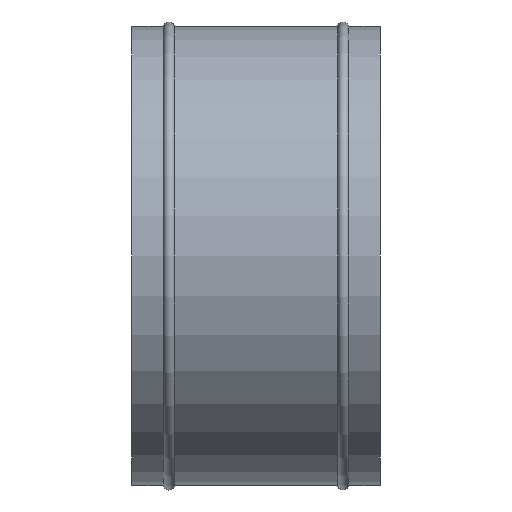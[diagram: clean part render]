
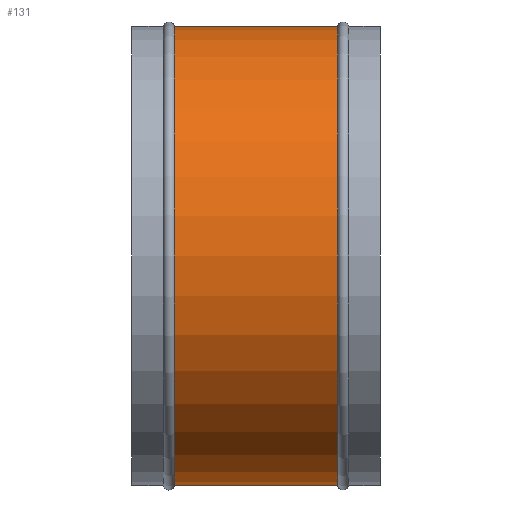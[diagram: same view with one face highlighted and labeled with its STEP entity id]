
A CAD part, front view. The second image highlights one B-rep face of the part: STEP entity #131.
In plain terms, the highlighted cylindrical face has radius 184.5 mm (diameter 369 mm), a partial arc.
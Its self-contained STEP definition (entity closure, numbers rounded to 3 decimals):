
#21 = EDGE_LOOP ( 'NONE', ( #346, #234, #169, #182 ) ) ;
#32 = DIRECTION ( 'NONE',  ( -1., 0., 0. ) ) ;
#46 = CARTESIAN_POINT ( 'NONE',  ( 34.387, 0., 184.5 ) ) ;
#54 = AXIS2_PLACEMENT_3D ( 'NONE', #251, #249, #218 ) ;
#67 = AXIS2_PLACEMENT_3D ( 'NONE', #132, #32, #221 ) ;
#73 = VERTEX_POINT ( 'NONE', #113 ) ;
#81 = CARTESIAN_POINT ( 'NONE',  ( 165.613, 0., -184.5 ) ) ;
#86 = EDGE_CURVE ( 'NONE', #73, #128, #289, .T. ) ;
#94 = EDGE_CURVE ( 'NONE', #103, #392, #126, .T. ) ;
#103 = VERTEX_POINT ( 'NONE', #81 ) ;
#113 = CARTESIAN_POINT ( 'NONE',  ( 165.613, 0., 184.5 ) ) ;
#116 = VECTOR ( 'NONE', #334, 1000. ) ;
#126 = LINE ( 'NONE', #238, #116 ) ;
#128 = VERTEX_POINT ( 'NONE', #46 ) ;
#131 = ADVANCED_FACE ( 'NONE', ( #233 ), #362, .T. ) ;
#132 = CARTESIAN_POINT ( 'NONE',  ( 34.387, 0., 0. ) ) ;
#133 = CIRCLE ( 'NONE', #67, 184.5 ) ;
#141 = CARTESIAN_POINT ( 'NONE',  ( 0., 0., 184.5 ) ) ;
#143 = CARTESIAN_POINT ( 'NONE',  ( 0., 0., 0. ) ) ;
#145 = DIRECTION ( 'NONE',  ( -1., 0., 0. ) ) ;
#169 = ORIENTED_EDGE ( 'NONE', *, *, #86, .T. ) ;
#172 = DIRECTION ( 'NONE',  ( -1., 0., 0. ) ) ;
#182 = ORIENTED_EDGE ( 'NONE', *, *, #395, .F. ) ;
#218 = DIRECTION ( 'NONE',  ( 0., 0., 1. ) ) ;
#221 = DIRECTION ( 'NONE',  ( 0., 0., 1. ) ) ;
#233 = FACE_OUTER_BOUND ( 'NONE', #21, .T. ) ;
#234 = ORIENTED_EDGE ( 'NONE', *, *, #349, .T. ) ;
#238 = CARTESIAN_POINT ( 'NONE',  ( 0., 0., -184.5 ) ) ;
#249 = DIRECTION ( 'NONE',  ( -1., 0., 0. ) ) ;
#251 = CARTESIAN_POINT ( 'NONE',  ( 165.613, 0., 0. ) ) ;
#278 = VECTOR ( 'NONE', #145, 1000. ) ;
#289 = LINE ( 'NONE', #141, #278 ) ;
#317 = CARTESIAN_POINT ( 'NONE',  ( 34.387, 0., -184.5 ) ) ;
#326 = AXIS2_PLACEMENT_3D ( 'NONE', #143, #172, #333 ) ;
#333 = DIRECTION ( 'NONE',  ( 0., 0., 1. ) ) ;
#334 = DIRECTION ( 'NONE',  ( -1., 0., 0. ) ) ;
#346 = ORIENTED_EDGE ( 'NONE', *, *, #94, .F. ) ;
#349 = EDGE_CURVE ( 'NONE', #103, #73, #376, .T. ) ;
#362 = CYLINDRICAL_SURFACE ( 'NONE', #326, 184.5 ) ;
#376 = CIRCLE ( 'NONE', #54, 184.5 ) ;
#392 = VERTEX_POINT ( 'NONE', #317 ) ;
#395 = EDGE_CURVE ( 'NONE', #392, #128, #133, .T. ) ;
